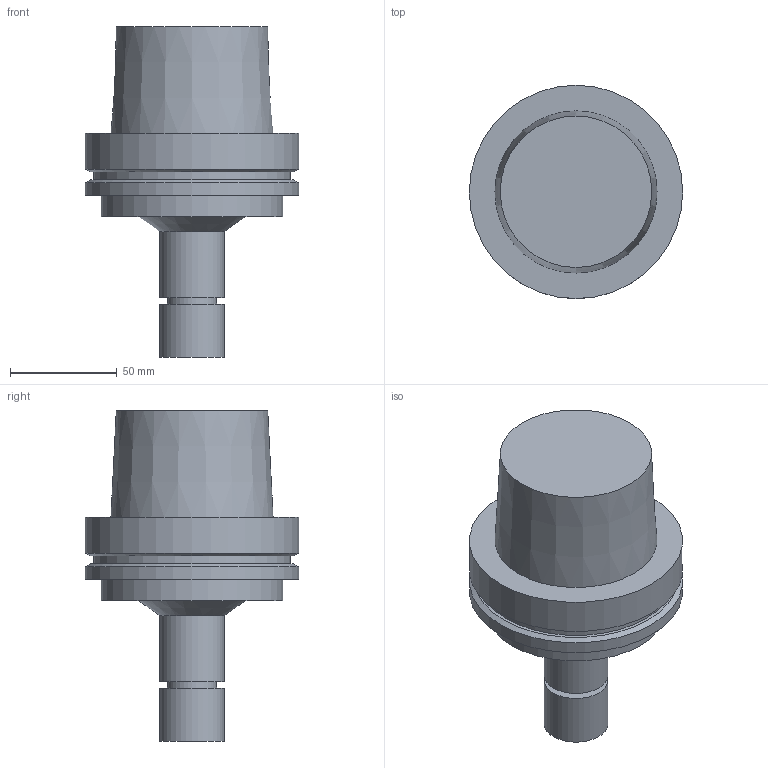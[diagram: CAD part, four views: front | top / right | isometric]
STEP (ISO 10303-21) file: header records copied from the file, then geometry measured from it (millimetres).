
FILE_DESCRIPTION((''),'1');
FILE_NAME('HSK-A100-MEGAER16-105NL.stp','2016-06-22T01:12:14',(''),(''),'Spatial Interop R21 SP3','Kubotek KeyCreator 2011 V10.0.2 (22737)',' ');
FILE_SCHEMA(('automotive_design'));
Length unit declared in the file: millimetre
Products named in the file (2): Unnamed[1]
Bounding box: 100 x 100 x 155 mm (x, y, z)
Volume: 547351.3 mm3; surface area: 48386.3 mm2
Topology: 2 solids, 2 shells, 24 faces, 36 edges, 22 vertices
Faces by surface type: plane 10, cylinder 8, cone 6
Full cylindrical faces by diameter (mm): 22 x1, 23 x1, 30 x2, 85 x1, 92 x1, 100 x2
Entity records: 917 total; most frequent: DIRECTION 96, PRESENTATION_STYLE_ASSIGNMENT 74, COLOUR_RGB 74, CARTESIAN_POINT 70, STYLED_ITEM 48, AXIS2_PLACEMENT_3D 48, CURVE_STYLE 48, DRAUGHTING_PRE_DEFINED_CURVE_FONT 48
